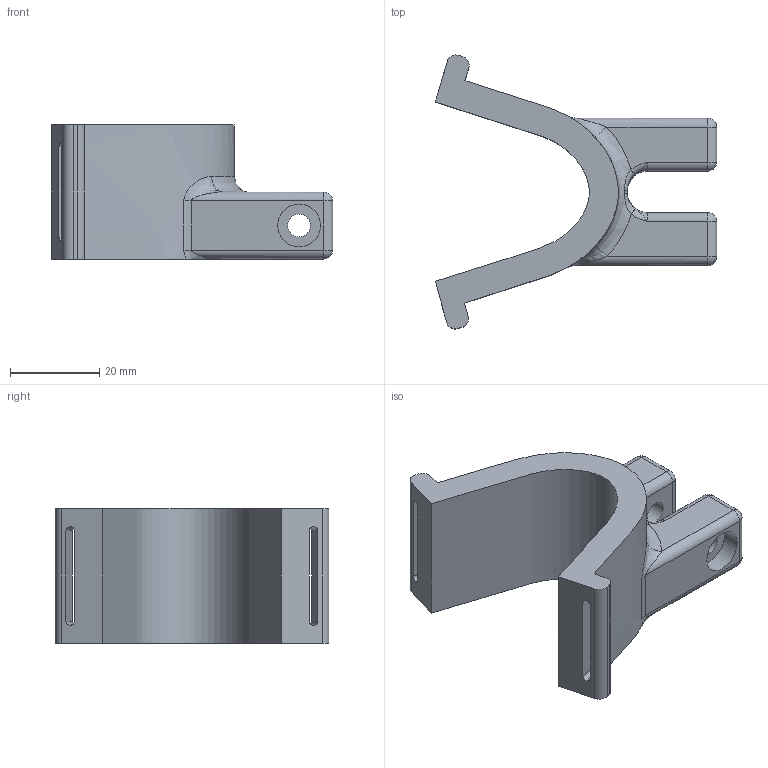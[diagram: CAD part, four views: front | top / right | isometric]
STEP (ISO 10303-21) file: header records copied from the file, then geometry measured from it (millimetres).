
FILE_DESCRIPTION(/* description */ (''),/* implementation_level */ '2;1');
FILE_NAME(/* name */ 'Yesoul S3.step',/* time_stamp */ '2024-01-19T14:20:47-06:00',/* author */ (''),/* organization */ (''),/* preprocessor_version */ 'ST-DEVELOPER v20',/* originating_system */ 'Autodesk Translation Framework v12.14.0.127',/* authorisation */ '');
FILE_SCHEMA (('AUTOMOTIVE_DESIGN { 1 0 10303 214 3 1 1 }'));
Length unit declared in the file: millimetre
Products named in the file (2): Yesoul Bike Mount v2; Prong
Assembly tree (1 placements, depth 2):
  Yesoul Bike Mount v2
    Prong
Bounding box: 62.97 x 61.3 x 30 mm (x, y, z)
Volume: 27760.1 mm3; surface area: 10874.7 mm2
Topology: 1 solids, 1 shells, 92 faces, 231 edges, 139 vertices
Faces by surface type: cylinder 33, plane 33, bspline 14, sphere 8, torus 4
Full cylindrical faces by diameter (mm): 5.1 x2, 9.6 x1
Entity records: 3595 total; most frequent: CARTESIAN_POINT 1410, ORIENTED_EDGE 458, DIRECTION 427, EDGE_CURVE 229, AXIS2_PLACEMENT_3D 157, VERTEX_POINT 139, LINE 113, VECTOR 113
